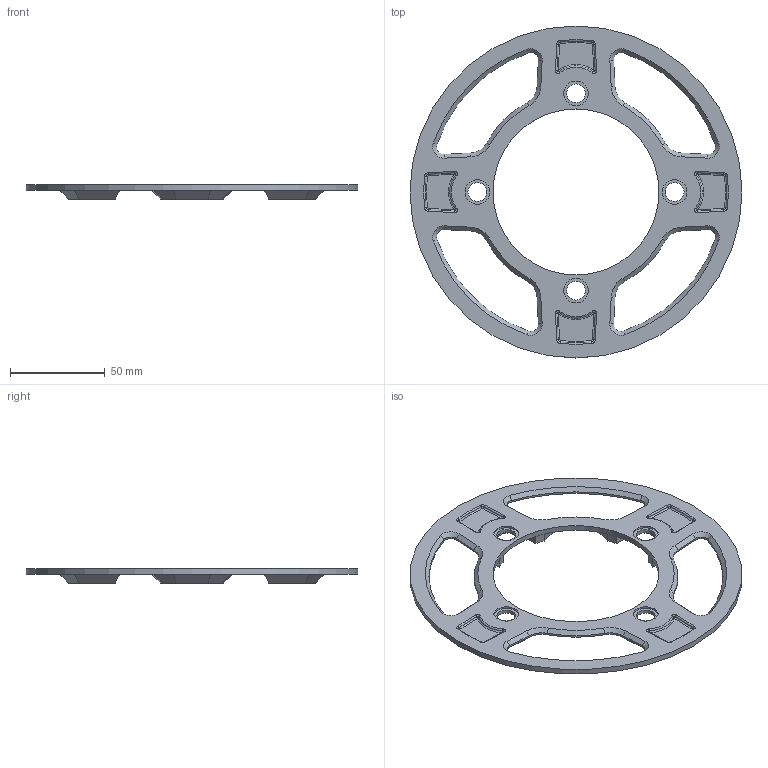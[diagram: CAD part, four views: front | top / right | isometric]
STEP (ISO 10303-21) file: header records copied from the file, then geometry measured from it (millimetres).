
FILE_DESCRIPTION(('FreeCAD Model'),'2;1');
FILE_NAME('Protège plateau.step', '2020-11-02T23:13:02',('Author'),(''), 'Open CASCADE STEP processor 7.3','FreeCAD','Unknown');
FILE_SCHEMA(('AUTOMOTIVE_DESIGN { 1 0 10303 214 1 1 1 1 }'));
Length unit declared in the file: millimetre
Products named in the file (1): Fillet001
Bounding box: 175 x 175 x 7.6 mm (x, y, z)
Volume: 41435.4 mm3; surface area: 30169.3 mm2
Topology: 1 solids, 1 shells, 272 faces, 662 edges, 396 vertices
Faces by surface type: plane 110, cylinder 90, torus 32, cone 24, revolution 16
Full cylindrical faces by diameter (mm): 10 x4, 13 x4, 87.5 x1, 175 x1
Entity records: 16713 total; most frequent: CARTESIAN_POINT 3351, DIRECTION 2556, ORIENTED_EDGE 1324, PCURVE 1324, DEFINITIONAL_REPRESENTATION 1324, LINE 1322, VECTOR 1322, EDGE_CURVE 662
